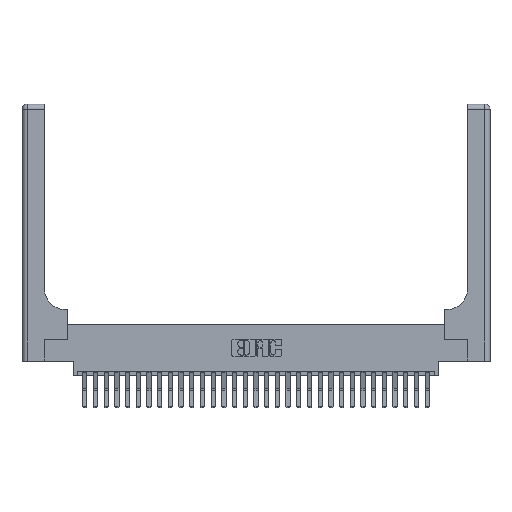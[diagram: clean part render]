
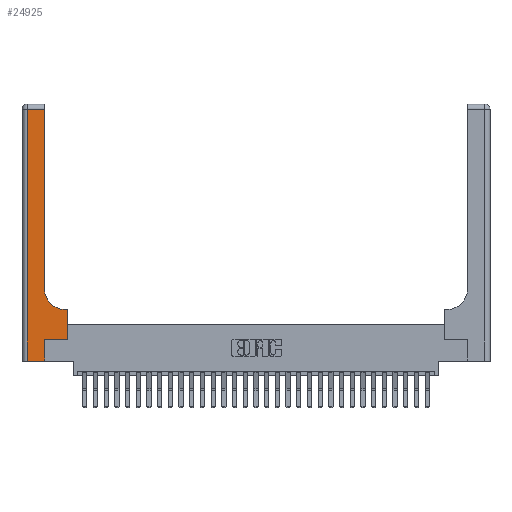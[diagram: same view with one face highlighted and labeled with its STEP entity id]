
A CAD part, top view. The second image highlights one B-rep face of the part: STEP entity #24925.
In plain terms, the highlighted planar face has unit normal (0, 0, 1).
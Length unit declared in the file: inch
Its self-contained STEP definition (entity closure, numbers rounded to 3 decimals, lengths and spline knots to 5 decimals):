
#216 = LINE ( 'NONE', #6866, #16907 ) ;
#1043 = ORIENTED_EDGE ( 'NONE', *, *, #1867, .T. ) ;
#1080 = VECTOR ( 'NONE', #5841, 39.37008 ) ;
#1411 = EDGE_CURVE ( 'NONE', #2976, #10687, #21357, .T. ) ;
#1784 = VECTOR ( 'NONE', #27621, 39.37008 ) ;
#1867 = EDGE_CURVE ( 'NONE', #26953, #21183, #216, .T. ) ;
#2453 = ORIENTED_EDGE ( 'NONE', *, *, #12968, .T. ) ;
#2487 = LINE ( 'NONE', #20997, #13388 ) ;
#2976 = VERTEX_POINT ( 'NONE', #10833 ) ;
#3491 = ORIENTED_EDGE ( 'NONE', *, *, #10784, .T. ) ;
#4110 = CIRCLE ( 'NONE', #23347, 0.25 ) ;
#4975 = CARTESIAN_POINT ( 'NONE',  ( 0.51, 0.85, 0.37 ) ) ;
#5841 = DIRECTION ( 'NONE',  ( 0., 1., 0. ) ) ;
#5916 = EDGE_CURVE ( 'NONE', #7291, #28164, #12697, .T. ) ;
#6169 = CARTESIAN_POINT ( 'NONE',  ( 0., 2.94, 0.37 ) ) ;
#6628 = EDGE_CURVE ( 'NONE', #21183, #20551, #2487, .T. ) ;
#6662 = EDGE_CURVE ( 'NONE', #20370, #22114, #7577, .T. ) ;
#6731 = CARTESIAN_POINT ( 'NONE',  ( 0., 3., 0.37 ) ) ;
#6732 = EDGE_CURVE ( 'NONE', #28164, #26953, #17090, .T. ) ;
#6866 = CARTESIAN_POINT ( 'NONE',  ( 0.06, 3., 0.37 ) ) ;
#7145 = DIRECTION ( 'NONE',  ( 1., 0., 0. ) ) ;
#7291 = VERTEX_POINT ( 'NONE', #10830 ) ;
#7577 = LINE ( 'NONE', #25442, #1784 ) ;
#7918 = ORIENTED_EDGE ( 'NONE', *, *, #23348, .T. ) ;
#8163 = CARTESIAN_POINT ( 'NONE',  ( 0.265, 0., 0.37 ) ) ;
#8466 = FACE_OUTER_BOUND ( 'NONE', #27933, .T. ) ;
#8961 = DIRECTION ( 'NONE',  ( 0., 0., -1. ) ) ;
#9823 = VECTOR ( 'NONE', #18477, 39.37008 ) ;
#10284 = DIRECTION ( 'NONE',  ( 1., 0., 0. ) ) ;
#10667 = CARTESIAN_POINT ( 'NONE',  ( 0.51, 0.6, 0.37 ) ) ;
#10687 = VERTEX_POINT ( 'NONE', #20788 ) ;
#10784 = EDGE_CURVE ( 'NONE', #20551, #2976, #13751, .T. ) ;
#10830 = CARTESIAN_POINT ( 'NONE',  ( 0.26, 0.85, 0.37 ) ) ;
#10833 = CARTESIAN_POINT ( 'NONE',  ( 0.265, 0.25, 0.37 ) ) ;
#12132 = ORIENTED_EDGE ( 'NONE', *, *, #1411, .T. ) ;
#12697 = LINE ( 'NONE', #18840, #1080 ) ;
#12968 = EDGE_CURVE ( 'NONE', #10687, #20370, #25814, .T. ) ;
#13388 = VECTOR ( 'NONE', #10284, 39.37008 ) ;
#13751 = LINE ( 'NONE', #8163, #24575 ) ;
#13821 = CARTESIAN_POINT ( 'NONE',  ( 0.528, 0.25, 0.37 ) ) ;
#14893 = CARTESIAN_POINT ( 'NONE',  ( 0.265, 0., 0.37 ) ) ;
#16011 = ORIENTED_EDGE ( 'NONE', *, *, #6662, .T. ) ;
#16310 = AXIS2_PLACEMENT_3D ( 'NONE', #6731, #8961, #24101 ) ;
#16907 = VECTOR ( 'NONE', #24227, 39.37008 ) ;
#16994 = DIRECTION ( 'NONE',  ( -1., 0., 0. ) ) ;
#17090 = LINE ( 'NONE', #6169, #27953 ) ;
#17819 = CARTESIAN_POINT ( 'NONE',  ( 0.265, 0.25, 0.37 ) ) ;
#18158 = DIRECTION ( 'NONE',  ( 0., 1., 0. ) ) ;
#18477 = DIRECTION ( 'NONE',  ( 1., 0., 0. ) ) ;
#18591 = CARTESIAN_POINT ( 'NONE',  ( 0.528, 0.6, 0.37 ) ) ;
#18692 = VECTOR ( 'NONE', #18158, 39.37008 ) ;
#18840 = CARTESIAN_POINT ( 'NONE',  ( 0.26, 3., 0.37 ) ) ;
#19332 = CARTESIAN_POINT ( 'NONE',  ( 0.26, 2.94, 0.37 ) ) ;
#19751 = PLANE ( 'NONE',  #16310 ) ;
#20169 = DIRECTION ( 'NONE',  ( 0., 0., -1. ) ) ;
#20370 = VERTEX_POINT ( 'NONE', #18591 ) ;
#20484 = CARTESIAN_POINT ( 'NONE',  ( 0.06, 0., 0.37 ) ) ;
#20551 = VERTEX_POINT ( 'NONE', #14893 ) ;
#20788 = CARTESIAN_POINT ( 'NONE',  ( 0.528, 0.25, 0.37 ) ) ;
#20997 = CARTESIAN_POINT ( 'NONE',  ( 0., 0., 0.37 ) ) ;
#21183 = VERTEX_POINT ( 'NONE', #20484 ) ;
#21357 = LINE ( 'NONE', #17819, #9823 ) ;
#22114 = VERTEX_POINT ( 'NONE', #10667 ) ;
#23347 = AXIS2_PLACEMENT_3D ( 'NONE', #4975, #20169, #7145 ) ;
#23348 = EDGE_CURVE ( 'NONE', #22114, #7291, #4110, .T. ) ;
#24101 = DIRECTION ( 'NONE',  ( -1., 0., 0. ) ) ;
#24227 = DIRECTION ( 'NONE',  ( 0., -1., 0. ) ) ;
#24575 = VECTOR ( 'NONE', #25516, 39.37008 ) ;
#24830 = ORIENTED_EDGE ( 'NONE', *, *, #6732, .T. ) ;
#24925 = ADVANCED_FACE ( 'NONE', ( #8466 ), #19751, .F. ) ;
#25442 = CARTESIAN_POINT ( 'NONE',  ( 0.26, 0.6, 0.37 ) ) ;
#25459 = CARTESIAN_POINT ( 'NONE',  ( 0.06, 2.94, 0.37 ) ) ;
#25516 = DIRECTION ( 'NONE',  ( 0., 1., 0. ) ) ;
#25814 = LINE ( 'NONE', #13821, #18692 ) ;
#26648 = ORIENTED_EDGE ( 'NONE', *, *, #6628, .T. ) ;
#26953 = VERTEX_POINT ( 'NONE', #25459 ) ;
#27372 = ORIENTED_EDGE ( 'NONE', *, *, #5916, .T. ) ;
#27621 = DIRECTION ( 'NONE',  ( -1., 0., 0. ) ) ;
#27933 = EDGE_LOOP ( 'NONE', ( #27372, #24830, #1043, #26648, #3491, #12132, #2453, #16011, #7918 ) ) ;
#27953 = VECTOR ( 'NONE', #16994, 39.37008 ) ;
#28164 = VERTEX_POINT ( 'NONE', #19332 ) ;
